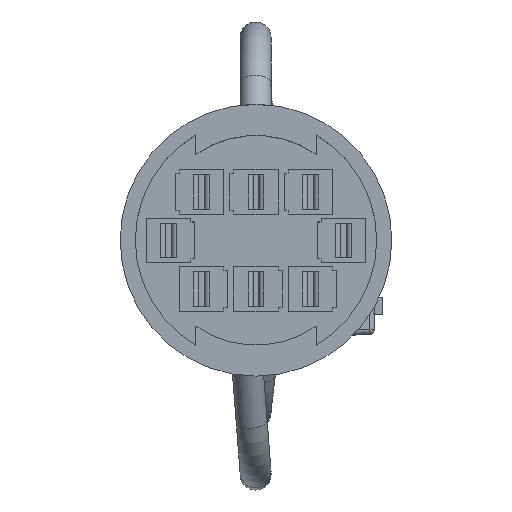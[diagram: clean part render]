
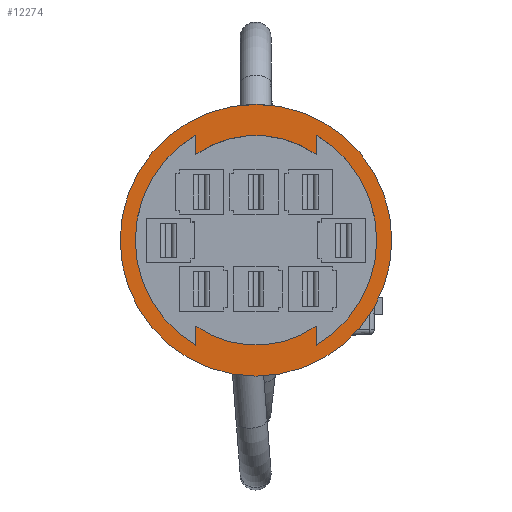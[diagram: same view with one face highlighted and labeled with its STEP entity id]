
A CAD part, top view. The second image highlights one B-rep face of the part: STEP entity #12274.
In plain terms, the highlighted planar face has unit normal (0, 0, 1).
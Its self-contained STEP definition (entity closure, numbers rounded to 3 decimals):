
#319=PLANE('',#13378);
#830=FACE_BOUND('',#1878,.T.);
#1176=FACE_OUTER_BOUND('',#1877,.T.);
#1877=EDGE_LOOP('',(#9827));
#1878=EDGE_LOOP('',(#9828,#9829,#9830,#9831,#9832,#9833,#9834,#9835));
#2675=CIRCLE('',#13379,7.);
#2676=CIRCLE('',#13380,5.4);
#2677=CIRCLE('',#13381,6.25);
#2678=CIRCLE('',#13382,5.4);
#2679=CIRCLE('',#13383,6.25);
#3212=LINE('',#21122,#4362);
#3213=LINE('',#21126,#4363);
#3214=LINE('',#21130,#4364);
#3215=LINE('',#21133,#4365);
#4362=VECTOR('',#15706,10.);
#4363=VECTOR('',#15709,10.);
#4364=VECTOR('',#15712,10.);
#4365=VECTOR('',#15715,10.);
#5699=VERTEX_POINT('',#21116);
#5700=VERTEX_POINT('',#21118);
#5701=VERTEX_POINT('',#21119);
#5702=VERTEX_POINT('',#21121);
#5703=VERTEX_POINT('',#21123);
#5704=VERTEX_POINT('',#21125);
#5705=VERTEX_POINT('',#21127);
#5706=VERTEX_POINT('',#21129);
#5707=VERTEX_POINT('',#21131);
#7206=EDGE_CURVE('',#5699,#5699,#2675,.T.);
#7207=EDGE_CURVE('',#5700,#5701,#2676,.T.);
#7208=EDGE_CURVE('',#5701,#5702,#3212,.T.);
#7209=EDGE_CURVE('',#5702,#5703,#2677,.T.);
#7210=EDGE_CURVE('',#5703,#5704,#3213,.T.);
#7211=EDGE_CURVE('',#5704,#5705,#2678,.T.);
#7212=EDGE_CURVE('',#5705,#5706,#3214,.T.);
#7213=EDGE_CURVE('',#5706,#5707,#2679,.T.);
#7214=EDGE_CURVE('',#5707,#5700,#3215,.T.);
#9827=ORIENTED_EDGE('',*,*,#7206,.F.);
#9828=ORIENTED_EDGE('',*,*,#7207,.T.);
#9829=ORIENTED_EDGE('',*,*,#7208,.T.);
#9830=ORIENTED_EDGE('',*,*,#7209,.T.);
#9831=ORIENTED_EDGE('',*,*,#7210,.T.);
#9832=ORIENTED_EDGE('',*,*,#7211,.T.);
#9833=ORIENTED_EDGE('',*,*,#7212,.T.);
#9834=ORIENTED_EDGE('',*,*,#7213,.T.);
#9835=ORIENTED_EDGE('',*,*,#7214,.T.);
#12274=ADVANCED_FACE('',(#1176,#830),#319,.T.);
#13378=AXIS2_PLACEMENT_3D('',#21115,#15700,#15701);
#13379=AXIS2_PLACEMENT_3D('',#21117,#15702,#15703);
#13380=AXIS2_PLACEMENT_3D('',#21120,#15704,#15705);
#13381=AXIS2_PLACEMENT_3D('',#21124,#15707,#15708);
#13382=AXIS2_PLACEMENT_3D('',#21128,#15710,#15711);
#13383=AXIS2_PLACEMENT_3D('',#21132,#15713,#15714);
#15700=DIRECTION('center_axis',(0.,0.,
1.));
#15701=DIRECTION('ref_axis',(0.,1.,0.));
#15702=DIRECTION('center_axis',(0.,0.,
-1.));
#15703=DIRECTION('ref_axis',(-1.,0.,0.));
#15704=DIRECTION('center_axis',(0.,0.,
-1.));
#15705=DIRECTION('ref_axis',(0.574,0.819,0.));
#15706=DIRECTION('',(0.,-1.,0.));
#15707=DIRECTION('center_axis',(0.,0.,
-1.));
#15708=DIRECTION('ref_axis',(0.501,-0.865,0.));
#15709=DIRECTION('',(0.,-1.,0.));
#15710=DIRECTION('center_axis',(0.,0.,
-1.));
#15711=DIRECTION('ref_axis',(-0.574,-0.819,0.));
#15712=DIRECTION('',(0.,1.,0.));
#15713=DIRECTION('center_axis',(0.,0.,
-1.));
#15714=DIRECTION('ref_axis',(-0.501,0.865,0.));
#15715=DIRECTION('',(0.,1.,0.));
#21115=CARTESIAN_POINT('Origin',(0.,0.,
25.));
#21116=CARTESIAN_POINT('',(0.,7.,25.));
#21117=CARTESIAN_POINT('Origin',(0.,0.,
25.));
#21118=CARTESIAN_POINT('',(3.1,-4.422,25.));
#21119=CARTESIAN_POINT('',(-3.1,-4.422,25.));
#21120=CARTESIAN_POINT('Origin',(0.,0.,
25.));
#21121=CARTESIAN_POINT('',(-3.1,-5.4,25.));
#21122=CARTESIAN_POINT('',(-3.1,-2.211,25.));
#21123=CARTESIAN_POINT('',(-3.1,5.418,25.));
#21124=CARTESIAN_POINT('Origin',(0.032,0.009,
25.));
#21125=CARTESIAN_POINT('',(-3.1,4.422,25.));
#21126=CARTESIAN_POINT('',(-3.1,2.709,25.));
#21127=CARTESIAN_POINT('',(3.1,4.422,25.));
#21128=CARTESIAN_POINT('Origin',(0.,0.,
25.));
#21129=CARTESIAN_POINT('',(3.1,5.418,25.));
#21130=CARTESIAN_POINT('',(3.1,2.211,25.));
#21131=CARTESIAN_POINT('',(3.1,-5.4,25.));
#21132=CARTESIAN_POINT('Origin',(-0.032,0.009,
25.));
#21133=CARTESIAN_POINT('',(3.1,-2.7,25.));
